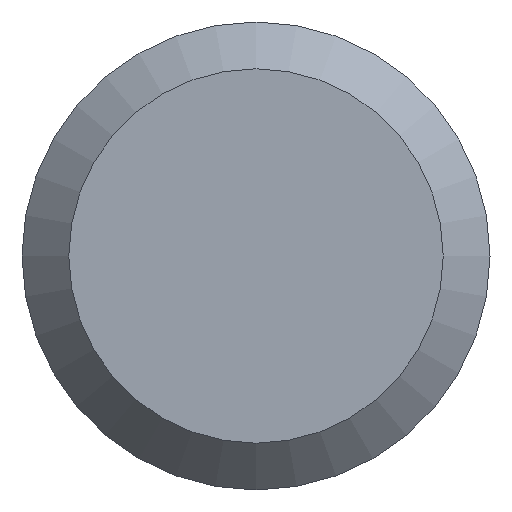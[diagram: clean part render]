
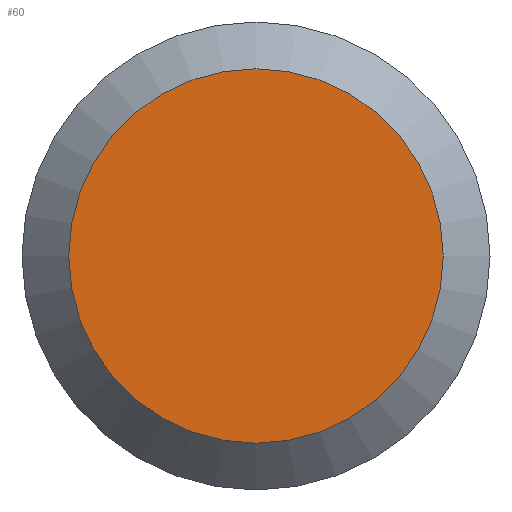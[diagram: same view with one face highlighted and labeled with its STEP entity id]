
A CAD part, left-side view. The second image highlights one B-rep face of the part: STEP entity #60.
In plain terms, the highlighted planar face has unit normal (-1, 0, 0).
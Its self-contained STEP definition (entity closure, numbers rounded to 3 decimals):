
#1 = FACE_OUTER_BOUND ( 'NONE', #15, .T. ) ;
#12 = DIRECTION ( 'NONE',  ( -1., 0., 0. ) ) ;
#15 = EDGE_LOOP ( 'NONE', ( #172 ) ) ;
#36 = CARTESIAN_POINT ( 'NONE',  ( 0., 0., 0. ) ) ;
#41 = DIRECTION ( 'NONE',  ( 0., 0., -1. ) ) ;
#58 = PLANE ( 'NONE',  #171 ) ;
#60 = ADVANCED_FACE ( 'NONE', ( #1 ), #58, .F. ) ;
#70 = CARTESIAN_POINT ( 'NONE',  ( 0., 0., -2.28 ) ) ;
#78 = CARTESIAN_POINT ( 'NONE',  ( 0., 2.85, 0. ) ) ;
#80 = DIRECTION ( 'NONE',  ( 0., 0., -1. ) ) ;
#82 = DIRECTION ( 'NONE',  ( 1., 0., 0. ) ) ;
#95 = VERTEX_POINT ( 'NONE', #70 ) ;
#137 = AXIS2_PLACEMENT_3D ( 'NONE', #36, #12, #41 ) ;
#171 = AXIS2_PLACEMENT_3D ( 'NONE', #78, #82, #80 ) ;
#172 = ORIENTED_EDGE ( 'NONE', *, *, #207, .T. ) ;
#207 = EDGE_CURVE ( 'NONE', #95, #95, #212, .T. ) ;
#212 = CIRCLE ( 'NONE', #137, 2.28 ) ;
